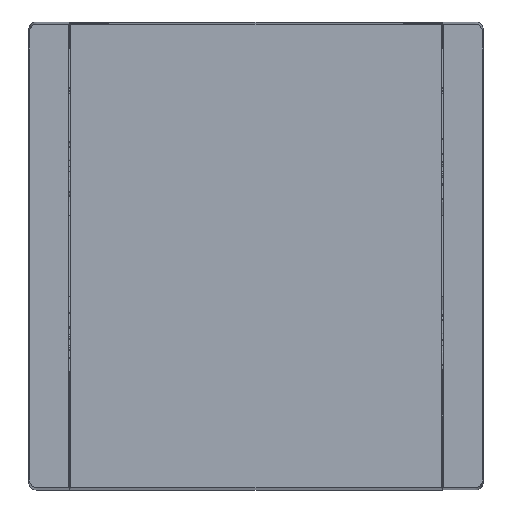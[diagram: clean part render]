
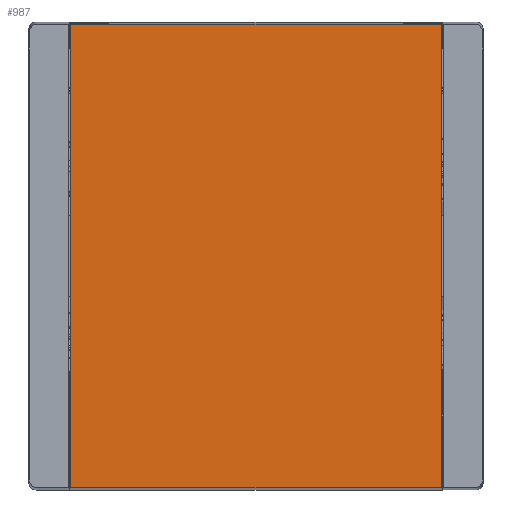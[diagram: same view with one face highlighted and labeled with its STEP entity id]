
A CAD part, top view. The second image highlights one B-rep face of the part: STEP entity #987.
In plain terms, the highlighted planar face has unit normal (0, 0, 1).
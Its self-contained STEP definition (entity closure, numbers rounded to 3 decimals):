
#454 = AXIS2_PLACEMENT_3D ( 'NONE', #12217, #25473, #49725 ) ;
#553 = CARTESIAN_POINT ( 'NONE',  ( 364.784, -44.091, 11.5 ) ) ;
#987 = ADVANCED_FACE ( 'NONE', ( #26395 ), #1858, .T. ) ;
#1858 = PLANE ( 'NONE',  #454 ) ;
#2491 = EDGE_CURVE ( 'NONE', #49385, #14300, #43345, .T. ) ;
#3892 = CARTESIAN_POINT ( 'NONE',  ( 435.216, 0., 11.5 ) ) ;
#12168 = CARTESIAN_POINT ( 'NONE',  ( 435.216, 44.044, 11.5 ) ) ;
#12217 = CARTESIAN_POINT ( 'NONE',  ( 400., 0., 11.5 ) ) ;
#14206 = VECTOR ( 'NONE', #33903, 1000. ) ;
#14300 = VERTEX_POINT ( 'NONE', #51094 ) ;
#17419 = DIRECTION ( 'NONE',  ( 0., 1., 0. ) ) ;
#18069 = DIRECTION ( 'NONE',  ( -1., 0., 0. ) ) ;
#24473 = CARTESIAN_POINT ( 'NONE',  ( 364.784, 0., 11.5 ) ) ;
#25473 = DIRECTION ( 'NONE',  ( 0., 0., 1. ) ) ;
#26395 = FACE_OUTER_BOUND ( 'NONE', #38365, .T. ) ;
#27197 = ORIENTED_EDGE ( 'NONE', *, *, #43802, .T. ) ;
#30613 = DIRECTION ( 'NONE',  ( -1., 0., 0. ) ) ;
#33903 = DIRECTION ( 'NONE',  ( 0., 1., 0. ) ) ;
#37902 = ORIENTED_EDGE ( 'NONE', *, *, #2491, .F. ) ;
#37952 = EDGE_CURVE ( 'NONE', #60957, #49385, #55252, .T. ) ;
#38365 = EDGE_LOOP ( 'NONE', ( #27197, #37902, #46026, #45007 ) ) ;
#39395 = CARTESIAN_POINT ( 'NONE',  ( 400., 44.044, 11.5 ) ) ;
#43345 = LINE ( 'NONE', #24473, #14206 ) ;
#43557 = EDGE_CURVE ( 'NONE', #60957, #50719, #60572, .T. ) ;
#43802 = EDGE_CURVE ( 'NONE', #50719, #14300, #54542, .T. ) ;
#44105 = VECTOR ( 'NONE', #18069, 1000. ) ;
#45007 = ORIENTED_EDGE ( 'NONE', *, *, #43557, .T. ) ;
#46026 = ORIENTED_EDGE ( 'NONE', *, *, #37952, .F. ) ;
#47043 = CARTESIAN_POINT ( 'NONE',  ( 435.216, -44.091, 11.5 ) ) ;
#49385 = VERTEX_POINT ( 'NONE', #553 ) ;
#49725 = DIRECTION ( 'NONE',  ( 1., 0., 0. ) ) ;
#50719 = VERTEX_POINT ( 'NONE', #12168 ) ;
#51094 = CARTESIAN_POINT ( 'NONE',  ( 364.784, 44.044, 11.5 ) ) ;
#53648 = VECTOR ( 'NONE', #30613, 1000. ) ;
#54542 = LINE ( 'NONE', #39395, #53648 ) ;
#55252 = LINE ( 'NONE', #60921, #44105 ) ;
#57689 = VECTOR ( 'NONE', #17419, 1000. ) ;
#60572 = LINE ( 'NONE', #3892, #57689 ) ;
#60921 = CARTESIAN_POINT ( 'NONE',  ( 2.7, -44.091, 11.5 ) ) ;
#60957 = VERTEX_POINT ( 'NONE', #47043 ) ;
